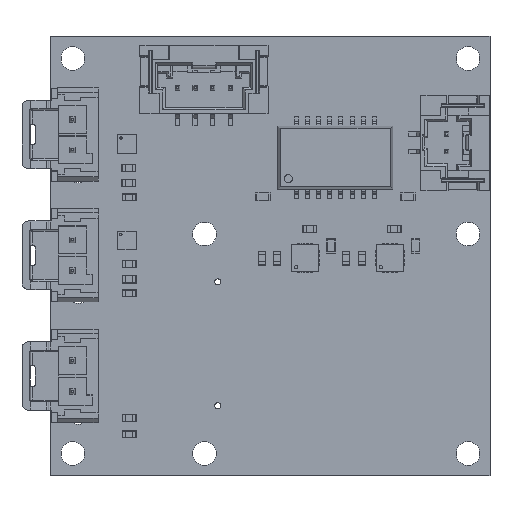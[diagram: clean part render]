
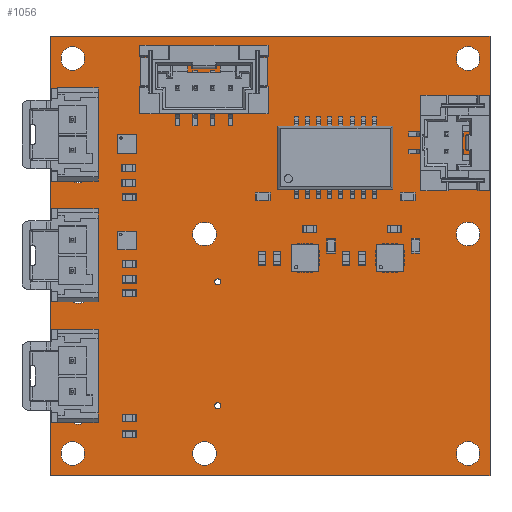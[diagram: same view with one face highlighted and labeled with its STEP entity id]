
A CAD part, top view. The second image highlights one B-rep face of the part: STEP entity #1056.
In plain terms, the highlighted planar face has unit normal (0, 0, 1).
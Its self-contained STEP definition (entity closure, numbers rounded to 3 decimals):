
#171 = VERTEX_POINT('',#172);
#172 = CARTESIAN_POINT('',(0.,0.,0.));
#178 = EDGE_CURVE('',#171,#179,#181,.T.);
#179 = VERTEX_POINT('',#180);
#180 = CARTESIAN_POINT('',(0.,50.,0.));
#181 = LINE('',#182,#183);
#182 = CARTESIAN_POINT('',(0.,0.,0.));
#183 = VECTOR('',#184,1.);
#184 = DIRECTION('',(0.,1.,0.));
#209 = EDGE_CURVE('',#179,#210,#212,.T.);
#210 = VERTEX_POINT('',#211);
#211 = CARTESIAN_POINT('',(50.,50.,0.));
#212 = LINE('',#213,#214);
#213 = CARTESIAN_POINT('',(0.,50.,0.));
#214 = VECTOR('',#215,1.);
#215 = DIRECTION('',(1.,0.,0.));
#240 = EDGE_CURVE('',#210,#241,#243,.T.);
#241 = VERTEX_POINT('',#242);
#242 = CARTESIAN_POINT('',(50.,0.,0.));
#243 = LINE('',#244,#245);
#244 = CARTESIAN_POINT('',(50.,50.,0.));
#245 = VECTOR('',#246,1.);
#246 = DIRECTION('',(0.,-1.,0.));
#271 = EDGE_CURVE('',#241,#171,#272,.T.);
#272 = LINE('',#273,#274);
#273 = CARTESIAN_POINT('',(50.,0.,0.));
#274 = VECTOR('',#275,1.);
#275 = DIRECTION('',(-1.,0.,0.));
#295 = VERTEX_POINT('',#296);
#296 = CARTESIAN_POINT('',(3.85,2.5,0.));
#302 = EDGE_CURVE('',#295,#295,#303,.T.);
#303 = CIRCLE('',#304,1.35);
#304 = AXIS2_PLACEMENT_3D('',#305,#306,#307);
#305 = CARTESIAN_POINT('',(2.5,2.5,0.));
#306 = DIRECTION('',(0.,0.,1.));
#307 = DIRECTION('',(1.,0.,0.));
#328 = VERTEX_POINT('',#329);
#329 = CARTESIAN_POINT('',(3.01,23.25,0.));
#335 = EDGE_CURVE('',#328,#328,#336,.T.);
#336 = CIRCLE('',#337,0.51);
#337 = AXIS2_PLACEMENT_3D('',#338,#339,#340);
#338 = CARTESIAN_POINT('',(2.5,23.25,0.));
#339 = DIRECTION('',(0.,0.,1.));
#340 = DIRECTION('',(1.,0.,0.));
#361 = VERTEX_POINT('',#362);
#362 = CARTESIAN_POINT('',(4.28,7.,0.));
#368 = EDGE_CURVE('',#361,#361,#369,.T.);
#369 = CIRCLE('',#370,1.15);
#370 = AXIS2_PLACEMENT_3D('',#371,#372,#373);
#371 = CARTESIAN_POINT('',(3.13,7.,0.));
#372 = DIRECTION('',(0.,0.,1.));
#373 = DIRECTION('',(1.,0.,0.));
#394 = VERTEX_POINT('',#395);
#395 = CARTESIAN_POINT('',(4.28,20.75,0.));
#401 = EDGE_CURVE('',#394,#394,#402,.T.);
#402 = CIRCLE('',#403,1.15);
#403 = AXIS2_PLACEMENT_3D('',#404,#405,#406);
#404 = CARTESIAN_POINT('',(3.13,20.75,0.));
#405 = DIRECTION('',(0.,0.,1.));
#406 = DIRECTION('',(1.,0.,0.));
#427 = VERTEX_POINT('',#428);
#428 = CARTESIAN_POINT('',(4.28,15.5,0.));
#434 = EDGE_CURVE('',#427,#427,#435,.T.);
#435 = CIRCLE('',#436,1.15);
#436 = AXIS2_PLACEMENT_3D('',#437,#438,#439);
#437 = CARTESIAN_POINT('',(3.13,15.5,0.));
#438 = DIRECTION('',(0.,0.,1.));
#439 = DIRECTION('',(1.,0.,0.));
#460 = VERTEX_POINT('',#461);
#461 = CARTESIAN_POINT('',(3.01,26.75,0.));
#467 = EDGE_CURVE('',#460,#460,#468,.T.);
#468 = CIRCLE('',#469,0.51);
#469 = AXIS2_PLACEMENT_3D('',#470,#471,#472);
#470 = CARTESIAN_POINT('',(2.5,26.75,0.));
#471 = DIRECTION('',(0.,0.,1.));
#472 = DIRECTION('',(1.,0.,0.));
#493 = VERTEX_POINT('',#494);
#494 = CARTESIAN_POINT('',(3.85,47.5,0.));
#500 = EDGE_CURVE('',#493,#493,#501,.T.);
#501 = CIRCLE('',#502,1.35);
#502 = AXIS2_PLACEMENT_3D('',#503,#504,#505);
#503 = CARTESIAN_POINT('',(2.5,47.5,0.));
#504 = DIRECTION('',(0.,0.,1.));
#505 = DIRECTION('',(1.,0.,0.));
#526 = VERTEX_POINT('',#527);
#527 = CARTESIAN_POINT('',(4.28,29.25,0.));
#533 = EDGE_CURVE('',#526,#526,#534,.T.);
#534 = CIRCLE('',#535,1.15);
#535 = AXIS2_PLACEMENT_3D('',#536,#537,#538);
#536 = CARTESIAN_POINT('',(3.13,29.25,0.));
#537 = DIRECTION('',(0.,0.,1.));
#538 = DIRECTION('',(1.,0.,0.));
#559 = VERTEX_POINT('',#560);
#560 = CARTESIAN_POINT('',(4.28,43.,0.));
#566 = EDGE_CURVE('',#559,#559,#567,.T.);
#567 = CIRCLE('',#568,1.15);
#568 = AXIS2_PLACEMENT_3D('',#569,#570,#571);
#569 = CARTESIAN_POINT('',(3.13,43.,0.));
#570 = DIRECTION('',(0.,0.,1.));
#571 = DIRECTION('',(1.,0.,0.));
#592 = VERTEX_POINT('',#593);
#593 = CARTESIAN_POINT('',(4.28,34.5,0.));
#599 = EDGE_CURVE('',#592,#592,#600,.T.);
#600 = CIRCLE('',#601,1.15);
#601 = AXIS2_PLACEMENT_3D('',#602,#603,#604);
#602 = CARTESIAN_POINT('',(3.13,34.5,0.));
#603 = DIRECTION('',(0.,0.,1.));
#604 = DIRECTION('',(1.,0.,0.));
#625 = VERTEX_POINT('',#626);
#626 = CARTESIAN_POINT('',(3.01,9.5,0.));
#632 = EDGE_CURVE('',#625,#625,#633,.T.);
#633 = CIRCLE('',#634,0.51);
#634 = AXIS2_PLACEMENT_3D('',#635,#636,#637);
#635 = CARTESIAN_POINT('',(2.5,9.5,0.));
#636 = DIRECTION('',(0.,0.,1.));
#637 = DIRECTION('',(1.,0.,0.));
#658 = VERTEX_POINT('',#659);
#659 = CARTESIAN_POINT('',(3.01,13.,0.));
#665 = EDGE_CURVE('',#658,#658,#666,.T.);
#666 = CIRCLE('',#667,0.51);
#667 = AXIS2_PLACEMENT_3D('',#668,#669,#670);
#668 = CARTESIAN_POINT('',(2.5,13.,0.));
#669 = DIRECTION('',(0.,0.,1.));
#670 = DIRECTION('',(1.,0.,0.));
#691 = VERTEX_POINT('',#692);
#692 = CARTESIAN_POINT('',(18.85,2.5,0.));
#698 = EDGE_CURVE('',#691,#691,#699,.T.);
#699 = CIRCLE('',#700,1.35);
#700 = AXIS2_PLACEMENT_3D('',#701,#702,#703);
#701 = CARTESIAN_POINT('',(17.5,2.5,0.));
#702 = DIRECTION('',(0.,0.,1.));
#703 = DIRECTION('',(1.,0.,0.));
#724 = VERTEX_POINT('',#725);
#725 = CARTESIAN_POINT('',(19.35,7.95,0.));
#731 = EDGE_CURVE('',#724,#724,#732,.T.);
#732 = CIRCLE('',#733,0.35);
#733 = AXIS2_PLACEMENT_3D('',#734,#735,#736);
#734 = CARTESIAN_POINT('',(19.,7.95,0.));
#735 = DIRECTION('',(0.,0.,1.));
#736 = DIRECTION('',(1.,0.,0.));
#757 = VERTEX_POINT('',#758);
#758 = CARTESIAN_POINT('',(48.85,2.5,0.));
#764 = EDGE_CURVE('',#757,#757,#765,.T.);
#765 = CIRCLE('',#766,1.35);
#766 = AXIS2_PLACEMENT_3D('',#767,#768,#769);
#767 = CARTESIAN_POINT('',(47.5,2.5,0.));
#768 = DIRECTION('',(0.,0.,1.));
#769 = DIRECTION('',(1.,0.,0.));
#790 = VERTEX_POINT('',#791);
#791 = CARTESIAN_POINT('',(18.85,27.5,0.));
#797 = EDGE_CURVE('',#790,#790,#798,.T.);
#798 = CIRCLE('',#799,1.35);
#799 = AXIS2_PLACEMENT_3D('',#800,#801,#802);
#800 = CARTESIAN_POINT('',(17.5,27.5,0.));
#801 = DIRECTION('',(0.,0.,1.));
#802 = DIRECTION('',(1.,0.,0.));
#823 = VERTEX_POINT('',#824);
#824 = CARTESIAN_POINT('',(3.01,40.5,0.));
#830 = EDGE_CURVE('',#823,#823,#831,.T.);
#831 = CIRCLE('',#832,0.51);
#832 = AXIS2_PLACEMENT_3D('',#833,#834,#835);
#833 = CARTESIAN_POINT('',(2.5,40.5,0.));
#834 = DIRECTION('',(0.,0.,1.));
#835 = DIRECTION('',(1.,0.,0.));
#856 = VERTEX_POINT('',#857);
#857 = CARTESIAN_POINT('',(3.01,37.,0.));
#863 = EDGE_CURVE('',#856,#856,#864,.T.);
#864 = CIRCLE('',#865,0.51);
#865 = AXIS2_PLACEMENT_3D('',#866,#867,#868);
#866 = CARTESIAN_POINT('',(2.5,37.,0.));
#867 = DIRECTION('',(0.,0.,1.));
#868 = DIRECTION('',(1.,0.,0.));
#889 = VERTEX_POINT('',#890);
#890 = CARTESIAN_POINT('',(19.35,22.05,0.));
#896 = EDGE_CURVE('',#889,#889,#897,.T.);
#897 = CIRCLE('',#898,0.35);
#898 = AXIS2_PLACEMENT_3D('',#899,#900,#901);
#899 = CARTESIAN_POINT('',(19.,22.05,0.));
#900 = DIRECTION('',(0.,0.,1.));
#901 = DIRECTION('',(1.,0.,0.));
#922 = VERTEX_POINT('',#923);
#923 = CARTESIAN_POINT('',(48.85,47.5,0.));
#929 = EDGE_CURVE('',#922,#922,#930,.T.);
#930 = CIRCLE('',#931,1.35);
#931 = AXIS2_PLACEMENT_3D('',#932,#933,#934);
#932 = CARTESIAN_POINT('',(47.5,47.5,0.));
#933 = DIRECTION('',(0.,0.,1.));
#934 = DIRECTION('',(1.,0.,0.));
#955 = VERTEX_POINT('',#956);
#956 = CARTESIAN_POINT('',(48.85,27.5,0.));
#962 = EDGE_CURVE('',#955,#955,#963,.T.);
#963 = CIRCLE('',#964,1.35);
#964 = AXIS2_PLACEMENT_3D('',#965,#966,#967);
#965 = CARTESIAN_POINT('',(47.5,27.5,0.));
#966 = DIRECTION('',(0.,0.,1.));
#967 = DIRECTION('',(1.,0.,0.));
#1056 = ADVANCED_FACE('',(#1057,#1063,#1066,#1069,#1072,#1075,#1078,
    #1081,#1084,#1087,#1090,#1093,#1096,#1099,#1102,#1105,#1108,#1111,
    #1114,#1117,#1120,#1123),#1126,.T.);
#1057 = FACE_BOUND('',#1058,.F.);
#1058 = EDGE_LOOP('',(#1059,#1060,#1061,#1062));
#1059 = ORIENTED_EDGE('',*,*,#178,.T.);
#1060 = ORIENTED_EDGE('',*,*,#209,.T.);
#1061 = ORIENTED_EDGE('',*,*,#240,.T.);
#1062 = ORIENTED_EDGE('',*,*,#271,.T.);
#1063 = FACE_BOUND('',#1064,.T.);
#1064 = EDGE_LOOP('',(#1065));
#1065 = ORIENTED_EDGE('',*,*,#302,.F.);
#1066 = FACE_BOUND('',#1067,.T.);
#1067 = EDGE_LOOP('',(#1068));
#1068 = ORIENTED_EDGE('',*,*,#335,.F.);
#1069 = FACE_BOUND('',#1070,.T.);
#1070 = EDGE_LOOP('',(#1071));
#1071 = ORIENTED_EDGE('',*,*,#368,.F.);
#1072 = FACE_BOUND('',#1073,.T.);
#1073 = EDGE_LOOP('',(#1074));
#1074 = ORIENTED_EDGE('',*,*,#401,.F.);
#1075 = FACE_BOUND('',#1076,.T.);
#1076 = EDGE_LOOP('',(#1077));
#1077 = ORIENTED_EDGE('',*,*,#434,.F.);
#1078 = FACE_BOUND('',#1079,.T.);
#1079 = EDGE_LOOP('',(#1080));
#1080 = ORIENTED_EDGE('',*,*,#467,.F.);
#1081 = FACE_BOUND('',#1082,.T.);
#1082 = EDGE_LOOP('',(#1083));
#1083 = ORIENTED_EDGE('',*,*,#500,.F.);
#1084 = FACE_BOUND('',#1085,.T.);
#1085 = EDGE_LOOP('',(#1086));
#1086 = ORIENTED_EDGE('',*,*,#533,.F.);
#1087 = FACE_BOUND('',#1088,.T.);
#1088 = EDGE_LOOP('',(#1089));
#1089 = ORIENTED_EDGE('',*,*,#566,.F.);
#1090 = FACE_BOUND('',#1091,.T.);
#1091 = EDGE_LOOP('',(#1092));
#1092 = ORIENTED_EDGE('',*,*,#599,.F.);
#1093 = FACE_BOUND('',#1094,.T.);
#1094 = EDGE_LOOP('',(#1095));
#1095 = ORIENTED_EDGE('',*,*,#632,.F.);
#1096 = FACE_BOUND('',#1097,.T.);
#1097 = EDGE_LOOP('',(#1098));
#1098 = ORIENTED_EDGE('',*,*,#665,.F.);
#1099 = FACE_BOUND('',#1100,.T.);
#1100 = EDGE_LOOP('',(#1101));
#1101 = ORIENTED_EDGE('',*,*,#698,.F.);
#1102 = FACE_BOUND('',#1103,.T.);
#1103 = EDGE_LOOP('',(#1104));
#1104 = ORIENTED_EDGE('',*,*,#731,.F.);
#1105 = FACE_BOUND('',#1106,.T.);
#1106 = EDGE_LOOP('',(#1107));
#1107 = ORIENTED_EDGE('',*,*,#764,.F.);
#1108 = FACE_BOUND('',#1109,.T.);
#1109 = EDGE_LOOP('',(#1110));
#1110 = ORIENTED_EDGE('',*,*,#797,.F.);
#1111 = FACE_BOUND('',#1112,.T.);
#1112 = EDGE_LOOP('',(#1113));
#1113 = ORIENTED_EDGE('',*,*,#830,.F.);
#1114 = FACE_BOUND('',#1115,.T.);
#1115 = EDGE_LOOP('',(#1116));
#1116 = ORIENTED_EDGE('',*,*,#863,.F.);
#1117 = FACE_BOUND('',#1118,.T.);
#1118 = EDGE_LOOP('',(#1119));
#1119 = ORIENTED_EDGE('',*,*,#896,.F.);
#1120 = FACE_BOUND('',#1121,.T.);
#1121 = EDGE_LOOP('',(#1122));
#1122 = ORIENTED_EDGE('',*,*,#929,.F.);
#1123 = FACE_BOUND('',#1124,.T.);
#1124 = EDGE_LOOP('',(#1125));
#1125 = ORIENTED_EDGE('',*,*,#962,.F.);
#1126 = PLANE('',#1127);
#1127 = AXIS2_PLACEMENT_3D('',#1128,#1129,#1130);
#1128 = CARTESIAN_POINT('',(0.,0.,0.));
#1129 = DIRECTION('',(0.,0.,1.));
#1130 = DIRECTION('',(1.,0.,0.));
